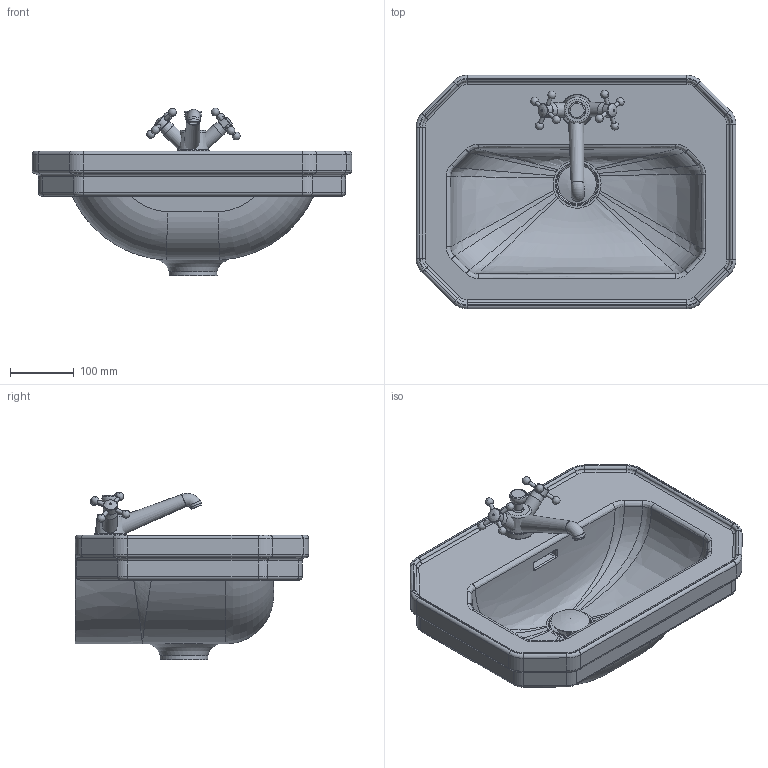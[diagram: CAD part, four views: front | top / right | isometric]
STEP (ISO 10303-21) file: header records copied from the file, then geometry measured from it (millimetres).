
FILE_DESCRIPTION((''),'2;1');
FILE_NAME('78550.stp','2008-01-03T13:09:06',('Huebner'),(''),'Autodesk Inventor 11','Autodesk Inventor 11','');
FILE_SCHEMA(('AUTOMOTIVE_DESIGN { 1 0 10303 214 1 1 1 1 }'));
Length unit declared in the file: millimetre
Products named in the file (11): 78550; Baterie_WT1; Baterie_WT; Baterie_Mitte; Teil_2_WT; Teil_3; Neoperl; Baterie_Wasserhahn_2; Kelch; Stopfen
Assembly tree (11 placements, depth 4):
  78550
    78550
    Baterie_WT1
      Baterie_WT
        Baterie_Mitte
        Teil_2_WT
        Teil_3
        Neoperl
      Baterie_Wasserhahn_2  x2
    Kelch
    Stopfen
Bounding box: 500 x 365 x 262.51 mm (x, y, z)
Volume: 9198645.9 mm3; surface area: 766671.3 mm2
Topology: 17 solids, 17 shells, 341 faces, 777 edges, 461 vertices
Faces by surface type: cylinder 114, plane 91, bspline 75, torus 46, sphere 9, cone 6
Full cylindrical faces by diameter (mm): 6 x8, 14 x2, 15 x2, 17 x1, 22 x2, 22.594 x2, 35 x1, 42 x1, 44 x1, 50 x1, 52 x1, 60 x1, 75 x1
Entity records: 15201 total; most frequent: CARTESIAN_POINT 8318, DIRECTION 1389, ORIENTED_EDGE 1324, EDGE_CURVE 662, AXIS2_PLACEMENT_3D 579, VERTEX_POINT 414, EDGE_LOOP 380, FACE_OUTER_BOUND 316
